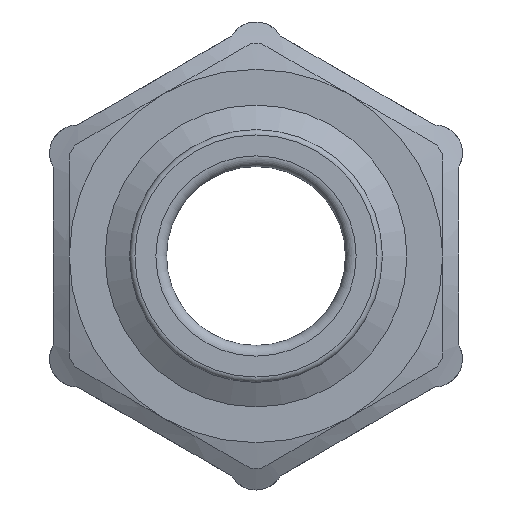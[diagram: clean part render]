
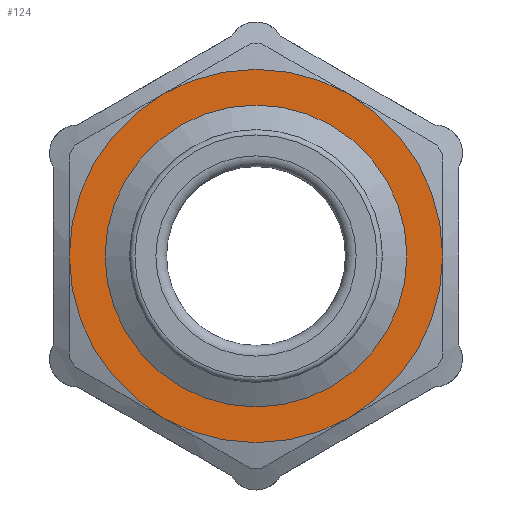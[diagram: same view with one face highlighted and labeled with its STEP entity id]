
A CAD part, left-side view. The second image highlights one B-rep face of the part: STEP entity #124.
In plain terms, the highlighted planar face has unit normal (-1, 0, 0).
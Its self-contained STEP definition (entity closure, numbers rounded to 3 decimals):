
#124 = ADVANCED_FACE( '', ( #260, #261 ), #262, .T. );
#260 = FACE_BOUND( '', #425, .T. );
#261 = FACE_OUTER_BOUND( '', #426, .T. );
#262 = PLANE( '', #427 );
#425 = EDGE_LOOP( '', ( #825 ) );
#426 = EDGE_LOOP( '', ( #826, #827, #828, #829, #830, #831 ) );
#427 = AXIS2_PLACEMENT_3D( '', #832, #833, #834 );
#825 = ORIENTED_EDGE( '', *, *, #1135, .T. );
#826 = ORIENTED_EDGE( '', *, *, #1122, .F. );
#827 = ORIENTED_EDGE( '', *, *, #1125, .F. );
#828 = ORIENTED_EDGE( '', *, *, #1128, .F. );
#829 = ORIENTED_EDGE( '', *, *, #1081, .F. );
#830 = ORIENTED_EDGE( '', *, *, #1119, .F. );
#831 = ORIENTED_EDGE( '', *, *, #1120, .F. );
#832 = CARTESIAN_POINT( '', ( -6.95, 17.5, 0. ) );
#833 = DIRECTION( '', ( -1., 0., 0. ) );
#834 = DIRECTION( '', ( 0., 0., 1. ) );
#1081 = EDGE_CURVE( '', #1295, #1297, #1298, .T. );
#1119 = EDGE_CURVE( '', #1286, #1295, #1358, .T. );
#1120 = EDGE_CURVE( '', #1359, #1286, #1360, .T. );
#1122 = EDGE_CURVE( '', #1362, #1359, #1363, .T. );
#1125 = EDGE_CURVE( '', #1366, #1362, #1367, .T. );
#1128 = EDGE_CURVE( '', #1297, #1366, #1370, .T. );
#1135 = EDGE_CURVE( '', #1381, #1381, #1382, .T. );
#1286 = VERTEX_POINT( '', #1854 );
#1295 = VERTEX_POINT( '', #1879 );
#1297 = VERTEX_POINT( '', #1886 );
#1298 = CIRCLE( '', #1887, 17.5 );
#1358 = CIRCLE( '', #2012, 17.5 );
#1359 = VERTEX_POINT( '', #2013 );
#1360 = CIRCLE( '', #2014, 17.5 );
#1362 = VERTEX_POINT( '', #2021 );
#1363 = CIRCLE( '', #2022, 17.5 );
#1366 = VERTEX_POINT( '', #2035 );
#1367 = CIRCLE( '', #2036, 17.5 );
#1370 = CIRCLE( '', #2049, 17.5 );
#1381 = VERTEX_POINT( '', #2070 );
#1382 = CIRCLE( '', #2071, 11.85 );
#1854 = CARTESIAN_POINT( '', ( -6.95, -8.75, 15.155 ) );
#1879 = CARTESIAN_POINT( '', ( -6.95, -17.5, 0. ) );
#1886 = CARTESIAN_POINT( '', ( -6.95, -8.75, -15.155 ) );
#1887 = AXIS2_PLACEMENT_3D( '', #2341, #2342, #2343 );
#2012 = AXIS2_PLACEMENT_3D( '', #2402, #2403, #2404 );
#2013 = CARTESIAN_POINT( '', ( -6.95, 8.75, 15.155 ) );
#2014 = AXIS2_PLACEMENT_3D( '', #2405, #2406, #2407 );
#2021 = CARTESIAN_POINT( '', ( -6.95, 17.5, 0. ) );
#2022 = AXIS2_PLACEMENT_3D( '', #2408, #2409, #2410 );
#2035 = CARTESIAN_POINT( '', ( -6.95, 8.75, -15.155 ) );
#2036 = AXIS2_PLACEMENT_3D( '', #2411, #2412, #2413 );
#2049 = AXIS2_PLACEMENT_3D( '', #2414, #2415, #2416 );
#2070 = CARTESIAN_POINT( '', ( -6.95, 0., -11.85 ) );
#2071 = AXIS2_PLACEMENT_3D( '', #2429, #2430, #2431 );
#2341 = CARTESIAN_POINT( '', ( -6.95, 0., 0. ) );
#2342 = DIRECTION( '', ( 1., 0., 0. ) );
#2343 = DIRECTION( '', ( 0., 0., -1. ) );
#2402 = CARTESIAN_POINT( '', ( -6.95, 0., 0. ) );
#2403 = DIRECTION( '', ( 1., 0., 0. ) );
#2404 = DIRECTION( '', ( 0., 0., -1. ) );
#2405 = CARTESIAN_POINT( '', ( -6.95, 0., 0. ) );
#2406 = DIRECTION( '', ( 1., 0., 0. ) );
#2407 = DIRECTION( '', ( 0., 0., -1. ) );
#2408 = CARTESIAN_POINT( '', ( -6.95, 0., 0. ) );
#2409 = DIRECTION( '', ( 1., 0., 0. ) );
#2410 = DIRECTION( '', ( 0., 0., -1. ) );
#2411 = CARTESIAN_POINT( '', ( -6.95, 0., 0. ) );
#2412 = DIRECTION( '', ( 1., 0., 0. ) );
#2413 = DIRECTION( '', ( 0., 0., -1. ) );
#2414 = CARTESIAN_POINT( '', ( -6.95, 0., 0. ) );
#2415 = DIRECTION( '', ( 1., 0., 0. ) );
#2416 = DIRECTION( '', ( 0., 0., -1. ) );
#2429 = CARTESIAN_POINT( '', ( -6.95, 0., 0. ) );
#2430 = DIRECTION( '', ( 1., 0., 0. ) );
#2431 = DIRECTION( '', ( 0., 0., -1. ) );
